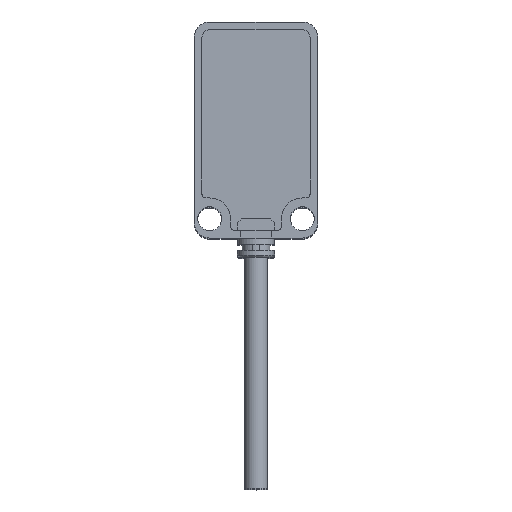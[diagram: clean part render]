
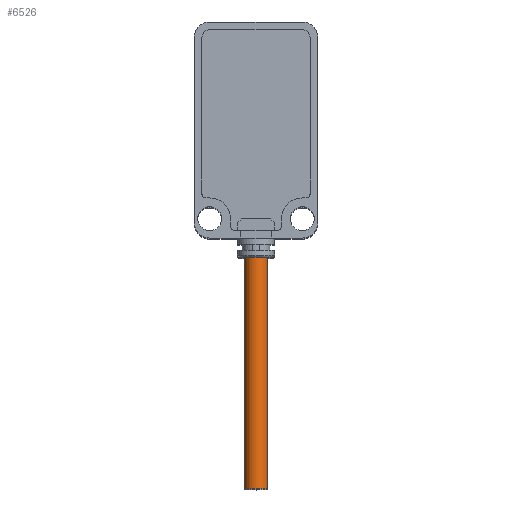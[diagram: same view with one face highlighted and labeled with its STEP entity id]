
A CAD part, top view. The second image highlights one B-rep face of the part: STEP entity #6526.
In plain terms, the highlighted cylindrical face has radius 1.5 mm (diameter 3 mm), a partial arc.
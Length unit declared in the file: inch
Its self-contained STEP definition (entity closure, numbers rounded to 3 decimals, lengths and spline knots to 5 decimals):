
#12 = EDGE_CURVE ( 'NONE', #11529, #2924, #4265, .T. ) ;
#114 = CARTESIAN_POINT ( 'NONE',  ( -0.64522, -1.00569, 5.18373 ) ) ;
#294 = DIRECTION ( 'NONE',  ( 0., 1., 0. ) ) ;
#885 = CARTESIAN_POINT ( 'NONE',  ( -0.64522, 0.17541, 5.18373 ) ) ;
#971 = AXIS2_PLACEMENT_3D ( 'NONE', #3672, #9142, #4794 ) ;
#2352 = CARTESIAN_POINT ( 'NONE',  ( -0.76334, 0.17541, 5.18373 ) ) ;
#2371 = CARTESIAN_POINT ( 'NONE',  ( -0.70428, 0.17541, 5.18373 ) ) ;
#2392 = ORIENTED_EDGE ( 'NONE', *, *, #12, .T. ) ;
#2924 = VERTEX_POINT ( 'NONE', #2352 ) ;
#3185 = EDGE_LOOP ( 'NONE', ( #11064, #7780, #3471, #2392 ) ) ;
#3202 = CARTESIAN_POINT ( 'NONE',  ( -0.64522, -1.00569, 5.18373 ) ) ;
#3471 = ORIENTED_EDGE ( 'NONE', *, *, #8067, .T. ) ;
#3672 = CARTESIAN_POINT ( 'NONE',  ( -0.70428, -1.00569, 5.18373 ) ) ;
#4222 = VECTOR ( 'NONE', #294, 39.37008 ) ;
#4265 = CIRCLE ( 'NONE', #8233, 0.05906 ) ;
#4428 = LINE ( 'NONE', #9774, #4965 ) ;
#4794 = DIRECTION ( 'NONE',  ( -1., 0., 0. ) ) ;
#4864 = DIRECTION ( 'NONE',  ( 0., -1., 0. ) ) ;
#4965 = VECTOR ( 'NONE', #8888, 39.37008 ) ;
#5011 = CARTESIAN_POINT ( 'NONE',  ( -0.70428, -1.00569, 5.18373 ) ) ;
#5073 = CYLINDRICAL_SURFACE ( 'NONE', #11592, 0.05906 ) ;
#5514 = EDGE_CURVE ( 'NONE', #8297, #2924, #4428, .T. ) ;
#5634 = CARTESIAN_POINT ( 'NONE',  ( -0.76334, -1.00569, 5.18373 ) ) ;
#5940 = EDGE_CURVE ( 'NONE', #11697, #8297, #10268, .T. ) ;
#5962 = FACE_OUTER_BOUND ( 'NONE', #3185, .T. ) ;
#6526 = ADVANCED_FACE ( 'NONE', ( #5962 ), #5073, .T. ) ;
#7780 = ORIENTED_EDGE ( 'NONE', *, *, #5940, .F. ) ;
#8067 = EDGE_CURVE ( 'NONE', #11697, #11529, #8077, .T. ) ;
#8077 = LINE ( 'NONE', #114, #4222 ) ;
#8233 = AXIS2_PLACEMENT_3D ( 'NONE', #2371, #4864, #11159 ) ;
#8297 = VERTEX_POINT ( 'NONE', #5634 ) ;
#8703 = DIRECTION ( 'NONE',  ( 1., 0., 0. ) ) ;
#8888 = DIRECTION ( 'NONE',  ( 0., 1., 0. ) ) ;
#9142 = DIRECTION ( 'NONE',  ( 0., -1., 0. ) ) ;
#9774 = CARTESIAN_POINT ( 'NONE',  ( -0.76334, -1.00569, 5.18373 ) ) ;
#10268 = CIRCLE ( 'NONE', #971, 0.05906 ) ;
#10339 = DIRECTION ( 'NONE',  ( 0., 1., 0. ) ) ;
#11064 = ORIENTED_EDGE ( 'NONE', *, *, #5514, .F. ) ;
#11159 = DIRECTION ( 'NONE',  ( -1., 0., 0. ) ) ;
#11529 = VERTEX_POINT ( 'NONE', #885 ) ;
#11592 = AXIS2_PLACEMENT_3D ( 'NONE', #5011, #10339, #8703 ) ;
#11697 = VERTEX_POINT ( 'NONE', #3202 ) ;
